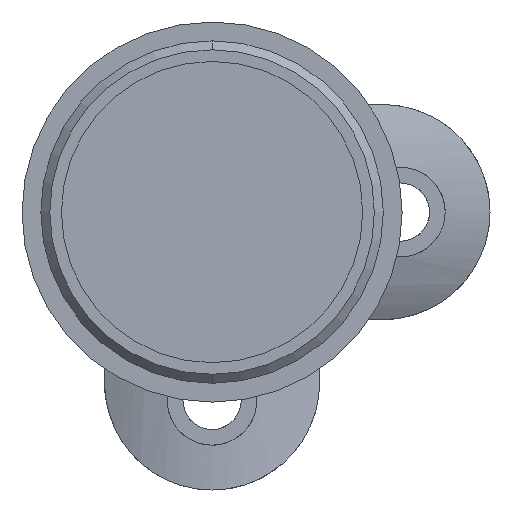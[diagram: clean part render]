
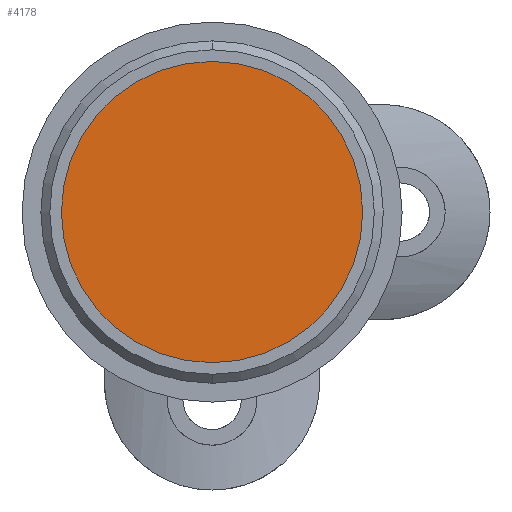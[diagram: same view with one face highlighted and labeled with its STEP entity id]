
A CAD part, front view. The second image highlights one B-rep face of the part: STEP entity #4178.
In plain terms, the highlighted planar face has unit normal (0, -1, 0).
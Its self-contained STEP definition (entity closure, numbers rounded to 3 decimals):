
#1799 = CARTESIAN_POINT ( 'NONE',  ( 0., 30.42, 0. ) ) ;
#3130 = CARTESIAN_POINT ( 'NONE',  ( 0., 30.42, -16.8 ) ) ;
#3686 = AXIS2_PLACEMENT_3D ( 'NONE', #10055, #11165, #4231 ) ;
#4178 = ADVANCED_FACE ( 'NONE', ( #5598 ), #5564, .T. ) ;
#4231 = DIRECTION ( 'NONE',  ( 0., 0., -1. ) ) ;
#4400 = AXIS2_PLACEMENT_3D ( 'NONE', #9378, #7312, #8422 ) ;
#4722 = ORIENTED_EDGE ( 'NONE', *, *, #8345, .T. ) ;
#5445 = VERTEX_POINT ( 'NONE', #11470 ) ;
#5564 = PLANE ( 'NONE',  #3686 ) ;
#5598 = FACE_OUTER_BOUND ( 'NONE', #12106, .T. ) ;
#6696 = VERTEX_POINT ( 'NONE', #3130 ) ;
#6786 = DIRECTION ( 'NONE',  ( 0., 0., -1. ) ) ;
#7312 = DIRECTION ( 'NONE',  ( 0., -1., 0. ) ) ;
#8345 = EDGE_CURVE ( 'NONE', #6696, #5445, #9012, .T. ) ;
#8422 = DIRECTION ( 'NONE',  ( 0., 0., -1. ) ) ;
#8594 = EDGE_CURVE ( 'NONE', #5445, #6696, #12498, .T. ) ;
#9012 = CIRCLE ( 'NONE', #10271, 16.8 ) ;
#9378 = CARTESIAN_POINT ( 'NONE',  ( 0., 30.42, 0. ) ) ;
#9583 = DIRECTION ( 'NONE',  ( 0., -1., 0. ) ) ;
#10055 = CARTESIAN_POINT ( 'NONE',  ( 0., 30.42, 0. ) ) ;
#10271 = AXIS2_PLACEMENT_3D ( 'NONE', #1799, #9583, #6786 ) ;
#11165 = DIRECTION ( 'NONE',  ( 0., -1., 0. ) ) ;
#11461 = ORIENTED_EDGE ( 'NONE', *, *, #8594, .T. ) ;
#11470 = CARTESIAN_POINT ( 'NONE',  ( 0., 30.42, 16.8 ) ) ;
#12106 = EDGE_LOOP ( 'NONE', ( #4722, #11461 ) ) ;
#12498 = CIRCLE ( 'NONE', #4400, 16.8 ) ;
